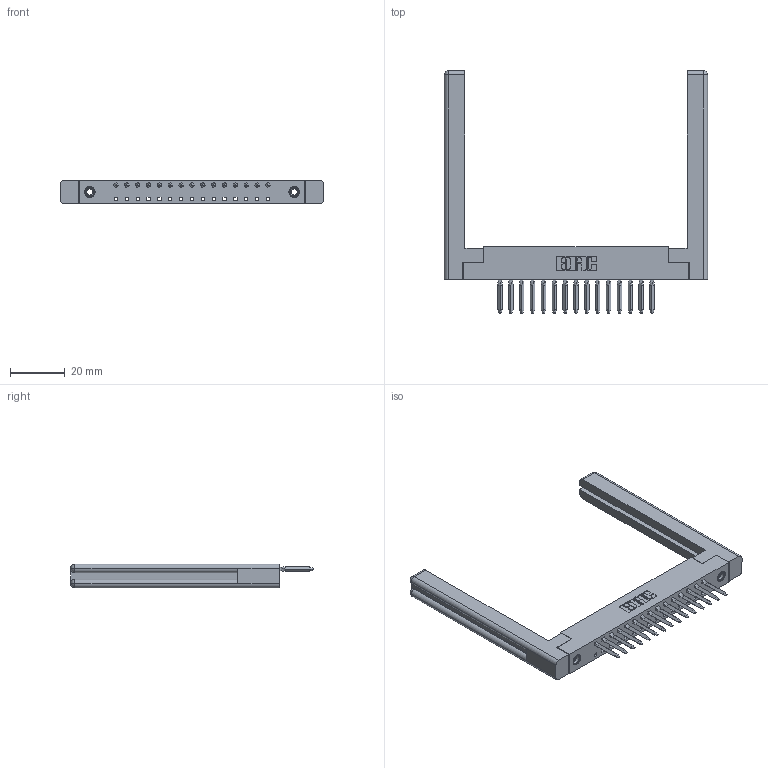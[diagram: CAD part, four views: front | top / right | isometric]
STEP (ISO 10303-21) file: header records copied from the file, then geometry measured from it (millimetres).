
FILE_DESCRIPTION (( 'STEP AP203' ), '1' );
FILE_NAME ('338-015-540-168.STEP', '2020-03-24T17:04:20', ( '' ), ( '' ), 'SwSTEP 2.0', 'SolidWorks 2016', '' );
FILE_SCHEMA (( 'CONFIG_CONTROL_DESIGN' ));
Length unit declared in the file: inch
Products named in the file (5): 338-290-001_540; 338-015-540-168; 345-250-001_345-250-001-102; 338-210-001_338-210-015-004; 307-220-058
Assembly tree (20 placements, depth 2):
  338-015-540-168
    338-210-001_338-210-015-004
    338-290-001_540  x15
    345-250-001_345-250-001-102  x2
    307-220-058  x2
Bounding box: 96.06 x 88.52 x 8.71 mm (x, y, z)
Volume: 14196 mm3; surface area: 15175.1 mm2
Topology: 20 solids, 20 shells, 1631 faces, 4460 edges, 2850 vertices
Faces by surface type: plane 1109, cylinder 438, bspline 60, cone 12, torus 12
Entity records: 34267 total; most frequent: CARTESIAN_POINT 6860, ORIENTED_EDGE 5718, DIRECTION 5356, EDGE_CURVE 2859, VECTOR 2100, LINE 2100, VERTEX_POINT 1854, AXIS2_PLACEMENT_3D 1628
